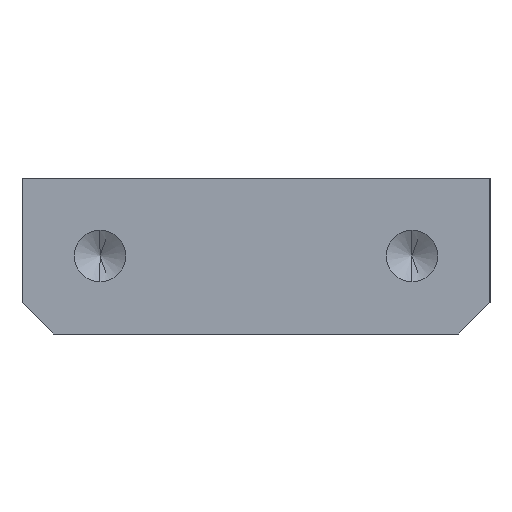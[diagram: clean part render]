
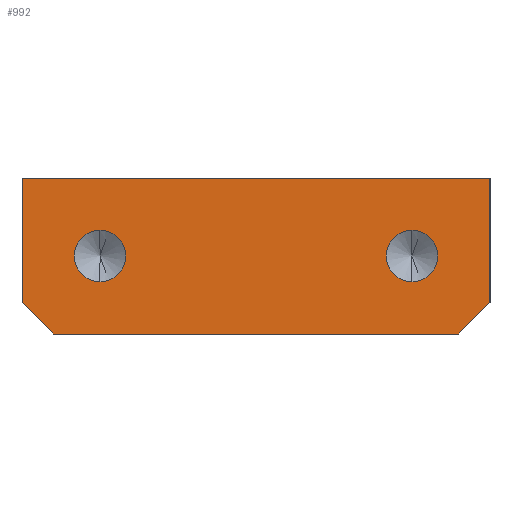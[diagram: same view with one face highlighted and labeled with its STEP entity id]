
A CAD part, left-side view. The second image highlights one B-rep face of the part: STEP entity #992.
In plain terms, the highlighted planar face has unit normal (-1, 0, 0).
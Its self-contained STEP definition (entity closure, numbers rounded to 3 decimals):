
#2 = DIRECTION ( 'NONE',  ( 0., 0., 1. ) ) ;
#5 = DIRECTION ( 'NONE',  ( 0., 0., 1. ) ) ;
#19 = FACE_BOUND ( 'NONE', #179, .T. ) ;
#20 = ORIENTED_EDGE ( 'NONE', *, *, #136, .F. ) ;
#24 = VERTEX_POINT ( 'NONE', #32 ) ;
#32 = CARTESIAN_POINT ( 'NONE',  ( -115., 13., -5. ) ) ;
#50 = VECTOR ( 'NONE', #1191, 1000. ) ;
#53 = CARTESIAN_POINT ( 'NONE',  ( -115., -10., 0. ) ) ;
#54 = VERTEX_POINT ( 'NONE', #957 ) ;
#74 = ORIENTED_EDGE ( 'NONE', *, *, #1180, .F. ) ;
#105 = VERTEX_POINT ( 'NONE', #586 ) ;
#108 = EDGE_LOOP ( 'NONE', ( #1110, #74 ) ) ;
#116 = EDGE_CURVE ( 'NONE', #1154, #24, #633, .T. ) ;
#133 = CARTESIAN_POINT ( 'NONE',  ( -115., 10., -1.65 ) ) ;
#136 = EDGE_CURVE ( 'NONE', #445, #54, #818, .T. ) ;
#138 = AXIS2_PLACEMENT_3D ( 'NONE', #1082, #244, #913 ) ;
#177 = CIRCLE ( 'NONE', #1158, 1.65 ) ;
#179 = EDGE_LOOP ( 'NONE', ( #20, #974 ) ) ;
#186 = CARTESIAN_POINT ( 'NONE',  ( -115., -15., 5. ) ) ;
#195 = LINE ( 'NONE', #466, #328 ) ;
#228 = ORIENTED_EDGE ( 'NONE', *, *, #252, .F. ) ;
#244 = DIRECTION ( 'NONE',  ( 1., 0., 0. ) ) ;
#248 = PLANE ( 'NONE',  #138 ) ;
#252 = EDGE_CURVE ( 'NONE', #1154, #1141, #484, .T. ) ;
#261 = CARTESIAN_POINT ( 'NONE',  ( -115., 15., -3. ) ) ;
#269 = EDGE_CURVE ( 'NONE', #906, #865, #704, .T. ) ;
#271 = DIRECTION ( 'NONE',  ( 0., 0., 1. ) ) ;
#279 = DIRECTION ( 'NONE',  ( -1., 0., 0. ) ) ;
#298 = DIRECTION ( 'NONE',  ( 0., 0., 1. ) ) ;
#317 = DIRECTION ( 'NONE',  ( 0., 0., 1. ) ) ;
#320 = AXIS2_PLACEMENT_3D ( 'NONE', #53, #414, #317 ) ;
#328 = VECTOR ( 'NONE', #483, 1000. ) ;
#353 = VECTOR ( 'NONE', #479, 1000. ) ;
#383 = CIRCLE ( 'NONE', #661, 1.65 ) ;
#396 = ORIENTED_EDGE ( 'NONE', *, *, #1207, .F. ) ;
#414 = DIRECTION ( 'NONE',  ( -1., 0., 0. ) ) ;
#439 = CARTESIAN_POINT ( 'NONE',  ( -115., -10., 1.65 ) ) ;
#445 = VERTEX_POINT ( 'NONE', #439 ) ;
#466 = CARTESIAN_POINT ( 'NONE',  ( -115., 15., -5. ) ) ;
#479 = DIRECTION ( 'NONE',  ( 0., -0.707, 0.707 ) ) ;
#483 = DIRECTION ( 'NONE',  ( 0., -1., 0. ) ) ;
#484 = LINE ( 'NONE', #581, #1088 ) ;
#501 = ORIENTED_EDGE ( 'NONE', *, *, #116, .T. ) ;
#531 = FACE_BOUND ( 'NONE', #108, .T. ) ;
#573 = LINE ( 'NONE', #1129, #1045 ) ;
#581 = CARTESIAN_POINT ( 'NONE',  ( -115., 15., -5. ) ) ;
#583 = CARTESIAN_POINT ( 'NONE',  ( -115., -13., -5. ) ) ;
#586 = CARTESIAN_POINT ( 'NONE',  ( -115., 10., 1.65 ) ) ;
#633 = LINE ( 'NONE', #676, #50 ) ;
#636 = CARTESIAN_POINT ( 'NONE',  ( -115., 15., 5. ) ) ;
#656 = DIRECTION ( 'NONE',  ( 0., -1., 0. ) ) ;
#661 = AXIS2_PLACEMENT_3D ( 'NONE', #717, #279, #2 ) ;
#664 = EDGE_CURVE ( 'NONE', #105, #936, #383, .T. ) ;
#676 = CARTESIAN_POINT ( 'NONE',  ( -115., 15., -3. ) ) ;
#704 = LINE ( 'NONE', #1146, #353 ) ;
#717 = CARTESIAN_POINT ( 'NONE',  ( -115., 10., 0. ) ) ;
#729 = FACE_OUTER_BOUND ( 'NONE', #1109, .T. ) ;
#736 = EDGE_CURVE ( 'NONE', #54, #445, #748, .T. ) ;
#738 = AXIS2_PLACEMENT_3D ( 'NONE', #1113, #1027, #5 ) ;
#744 = CARTESIAN_POINT ( 'NONE',  ( -115., 10., 0. ) ) ;
#748 = CIRCLE ( 'NONE', #738, 1.65 ) ;
#766 = VERTEX_POINT ( 'NONE', #186 ) ;
#818 = CIRCLE ( 'NONE', #320, 1.65 ) ;
#821 = EDGE_CURVE ( 'NONE', #24, #906, #195, .T. ) ;
#846 = DIRECTION ( 'NONE',  ( -1., 0., 0. ) ) ;
#847 = EDGE_CURVE ( 'NONE', #865, #766, #1189, .T. ) ;
#854 = ORIENTED_EDGE ( 'NONE', *, *, #847, .T. ) ;
#865 = VERTEX_POINT ( 'NONE', #1145 ) ;
#871 = DIRECTION ( 'NONE',  ( 0., 0., 1. ) ) ;
#906 = VERTEX_POINT ( 'NONE', #583 ) ;
#913 = DIRECTION ( 'NONE',  ( 0., 0., -1. ) ) ;
#936 = VERTEX_POINT ( 'NONE', #133 ) ;
#941 = VECTOR ( 'NONE', #298, 1000. ) ;
#957 = CARTESIAN_POINT ( 'NONE',  ( -115., -10., -1.65 ) ) ;
#963 = ORIENTED_EDGE ( 'NONE', *, *, #269, .T. ) ;
#974 = ORIENTED_EDGE ( 'NONE', *, *, #736, .F. ) ;
#992 = ADVANCED_FACE ( 'NONE', ( #531, #19, #729 ), #248, .F. ) ;
#1027 = DIRECTION ( 'NONE',  ( -1., 0., 0. ) ) ;
#1045 = VECTOR ( 'NONE', #656, 1000. ) ;
#1078 = ORIENTED_EDGE ( 'NONE', *, *, #821, .T. ) ;
#1082 = CARTESIAN_POINT ( 'NONE',  ( -115., 15., -5. ) ) ;
#1088 = VECTOR ( 'NONE', #871, 1000. ) ;
#1109 = EDGE_LOOP ( 'NONE', ( #1078, #963, #854, #396, #228, #501 ) ) ;
#1110 = ORIENTED_EDGE ( 'NONE', *, *, #664, .F. ) ;
#1113 = CARTESIAN_POINT ( 'NONE',  ( -115., -10., 0. ) ) ;
#1129 = CARTESIAN_POINT ( 'NONE',  ( -115., 15., 5. ) ) ;
#1139 = CARTESIAN_POINT ( 'NONE',  ( -115., -15., -5. ) ) ;
#1141 = VERTEX_POINT ( 'NONE', #636 ) ;
#1145 = CARTESIAN_POINT ( 'NONE',  ( -115., -15., -3. ) ) ;
#1146 = CARTESIAN_POINT ( 'NONE',  ( -115., -13., -5. ) ) ;
#1154 = VERTEX_POINT ( 'NONE', #261 ) ;
#1158 = AXIS2_PLACEMENT_3D ( 'NONE', #744, #846, #271 ) ;
#1180 = EDGE_CURVE ( 'NONE', #936, #105, #177, .T. ) ;
#1189 = LINE ( 'NONE', #1139, #941 ) ;
#1191 = DIRECTION ( 'NONE',  ( 0., -0.707, -0.707 ) ) ;
#1207 = EDGE_CURVE ( 'NONE', #1141, #766, #573, .T. ) ;
